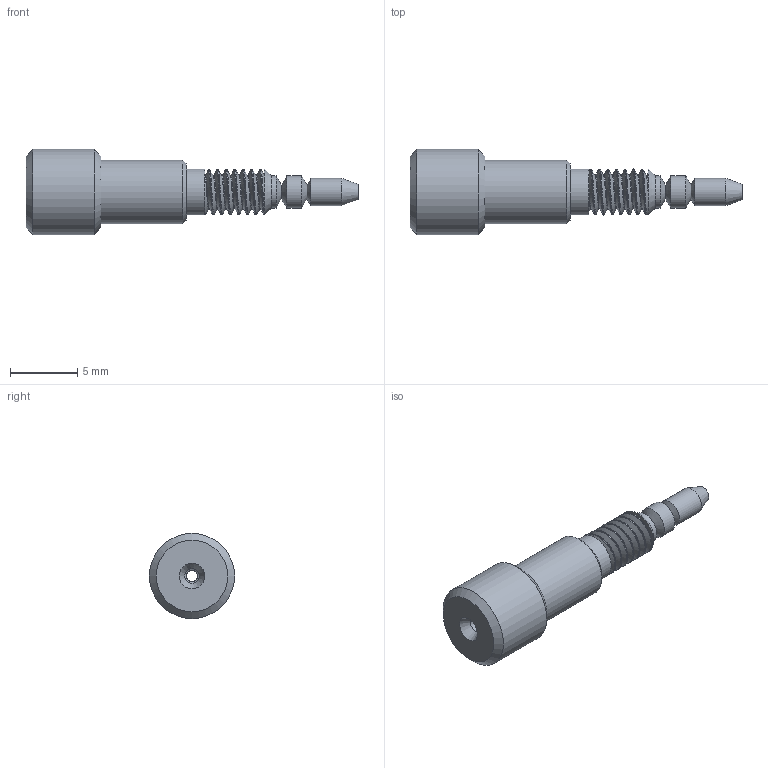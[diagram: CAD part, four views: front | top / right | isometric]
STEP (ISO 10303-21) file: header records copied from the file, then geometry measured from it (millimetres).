
FILE_DESCRIPTION((''),'2;1');
FILE_NAME('310114-C-NNFLFPK Nut-ferrule one-piece.stp','2013-08-20T12:14:14',('Franzp'),(''),'Autodesk Inventor 2013','Autodesk Inventor 2013','');
FILE_SCHEMA(('AUTOMOTIVE_DESIGN { 1 0 10303 214 1 1 1 1 }'));
Length unit declared in the file: millimetre
Products named in the file (1): 330114
Bounding box: 24.77 x 6.35 x 6.35 mm (x, y, z)
Volume: 331.6 mm3; surface area: 551.3 mm2
Topology: 2 solids, 2 shells, 37 faces, 74 edges, 46 vertices
Faces by surface type: cylinder 11, cone 11, plane 9, bspline 6
Full cylindrical faces by diameter (mm): 0.84 x1, 1.07 x1, 2.032 x1, 2.413 x2, 2.487 x2, 3.429 x1, 4.75 x1, 6.35 x1
Entity records: 3019 total; most frequent: CARTESIAN_POINT 2338, DIRECTION 124, ORIENTED_EDGE 100, EDGE_LOOP 67, AXIS2_PLACEMENT_3D 62, EDGE_CURVE 50, VERTEX_POINT 43, FACE_OUTER_BOUND 37
